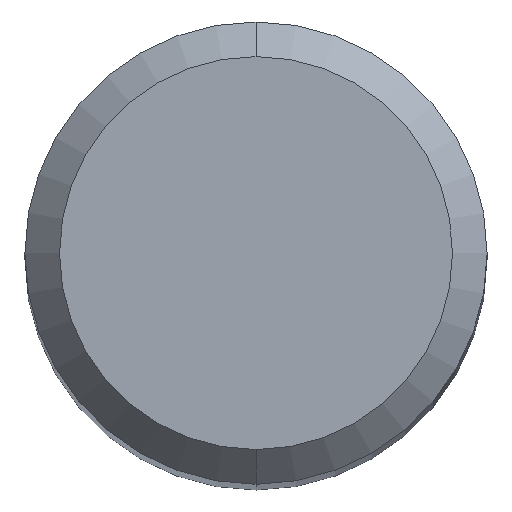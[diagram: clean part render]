
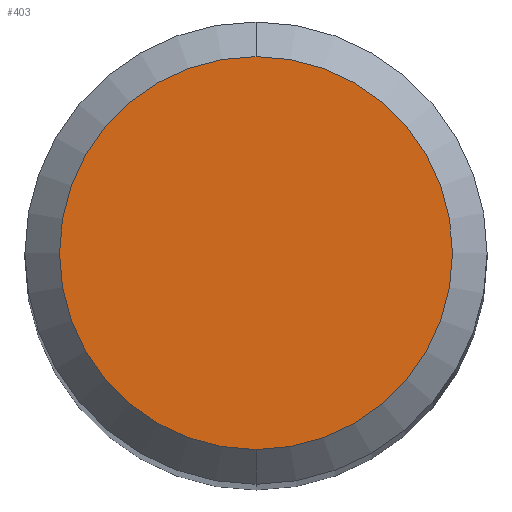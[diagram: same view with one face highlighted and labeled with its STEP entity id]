
A CAD part, top view. The second image highlights one B-rep face of the part: STEP entity #403.
In plain terms, the highlighted planar face has unit normal (0, 0, 1).
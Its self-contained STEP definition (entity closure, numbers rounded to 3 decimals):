
#259=EDGE_CURVE('',#353,#445,#575,.T.);
#353=VERTEX_POINT('',#677);
#367=EDGE_CURVE('',#445,#353,#692,.T.);
#403=ADVANCED_FACE('',(#733),#734,.T.);
#445=VERTEX_POINT('',#780);
#575=CIRCLE('',#1027,1.7);
#677=CARTESIAN_POINT('',(0.0,1.7,0.0));
#692=CIRCLE('',#1260,1.7);
#733=FACE_OUTER_BOUND('',#1327,.T.);
#734=PLANE('',#1328);
#780=CARTESIAN_POINT('',(0.,-1.7,0.0));
#1027=AXIS2_PLACEMENT_3D('',#1552,#1553,#1554);
#1260=AXIS2_PLACEMENT_3D('',#1676,#1677,#1678);
#1327=EDGE_LOOP('',(#1728,#1729));
#1328=AXIS2_PLACEMENT_3D('',#1730,#1731,#1732);
#1552=CARTESIAN_POINT('',(0.0,0.0,0.0));
#1553=DIRECTION('',(0.0,0.0,-1.0));
#1554=DIRECTION('',(0.0,1.0,0.0));
#1676=CARTESIAN_POINT('',(0.0,0.0,0.0));
#1677=DIRECTION('',(0.0,0.0,-1.0));
#1678=DIRECTION('',(0.0,1.0,0.0));
#1728=ORIENTED_EDGE('',*,*,#259,.F.);
#1729=ORIENTED_EDGE('',*,*,#367,.F.);
#1730=CARTESIAN_POINT('',(0.0,0.85,0.0));
#1731=DIRECTION('',(-0.0,0.0,1.0));
#1732=DIRECTION('',(0.0,-1.0,0.0));
